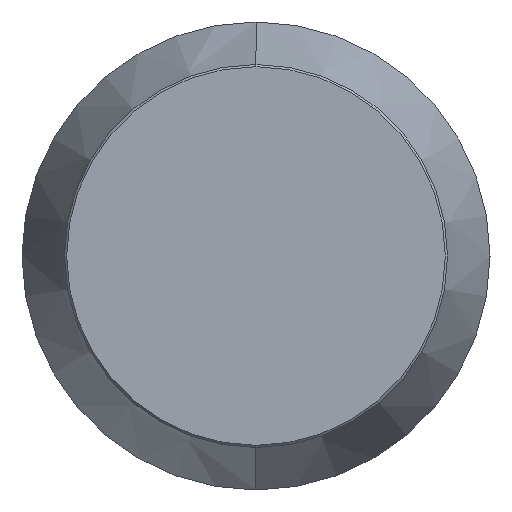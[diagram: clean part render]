
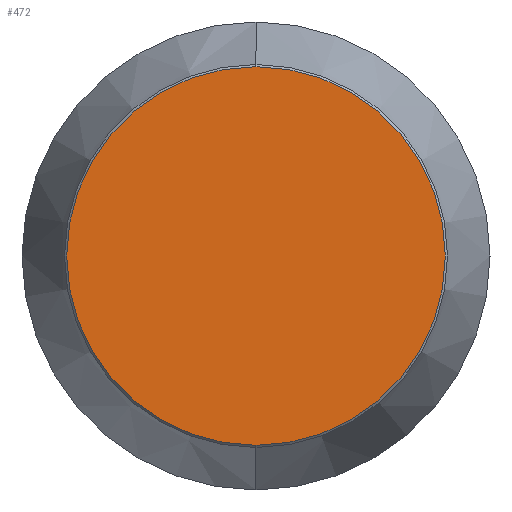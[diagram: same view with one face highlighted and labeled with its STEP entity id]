
A CAD part, left-side view. The second image highlights one B-rep face of the part: STEP entity #472.
In plain terms, the highlighted planar face has unit normal (-1, 0, 0).
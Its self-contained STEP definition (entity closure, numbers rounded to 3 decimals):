
#75 = VERTEX_POINT ( 'NONE', #848 ) ;
#89 = PLANE ( 'NONE',  #776 ) ;
#127 = DIRECTION ( 'NONE',  ( -1., 0., 0. ) ) ;
#206 = EDGE_CURVE ( 'NONE', #879, #75, #644, .T. ) ;
#212 = AXIS2_PLACEMENT_3D ( 'NONE', #581, #500, #285 ) ;
#248 = AXIS2_PLACEMENT_3D ( 'NONE', #773, #127, #645 ) ;
#285 = DIRECTION ( 'NONE',  ( 0., 0., 1. ) ) ;
#472 = ADVANCED_FACE ( 'NONE', ( #868 ), #89, .F. ) ;
#500 = DIRECTION ( 'NONE',  ( -1., 0., 0. ) ) ;
#534 = CARTESIAN_POINT ( 'NONE',  ( 0., 0., 0. ) ) ;
#581 = CARTESIAN_POINT ( 'NONE',  ( 0., 0., 0. ) ) ;
#633 = CARTESIAN_POINT ( 'NONE',  ( 0., 0., -26.7 ) ) ;
#638 = ORIENTED_EDGE ( 'NONE', *, *, #206, .T. ) ;
#644 = CIRCLE ( 'NONE', #212, 26.7 ) ;
#645 = DIRECTION ( 'NONE',  ( 0., 0., 1. ) ) ;
#649 = EDGE_CURVE ( 'NONE', #75, #879, #881, .T. ) ;
#676 = EDGE_LOOP ( 'NONE', ( #638, #714 ) ) ;
#714 = ORIENTED_EDGE ( 'NONE', *, *, #649, .T. ) ;
#742 = DIRECTION ( 'NONE',  ( 0., 0., -1. ) ) ;
#773 = CARTESIAN_POINT ( 'NONE',  ( 0., 0., 0. ) ) ;
#776 = AXIS2_PLACEMENT_3D ( 'NONE', #534, #826, #742 ) ;
#826 = DIRECTION ( 'NONE',  ( 1., 0., 0. ) ) ;
#848 = CARTESIAN_POINT ( 'NONE',  ( 0., 0., 26.7 ) ) ;
#868 = FACE_OUTER_BOUND ( 'NONE', #676, .T. ) ;
#879 = VERTEX_POINT ( 'NONE', #633 ) ;
#881 = CIRCLE ( 'NONE', #248, 26.7 ) ;
